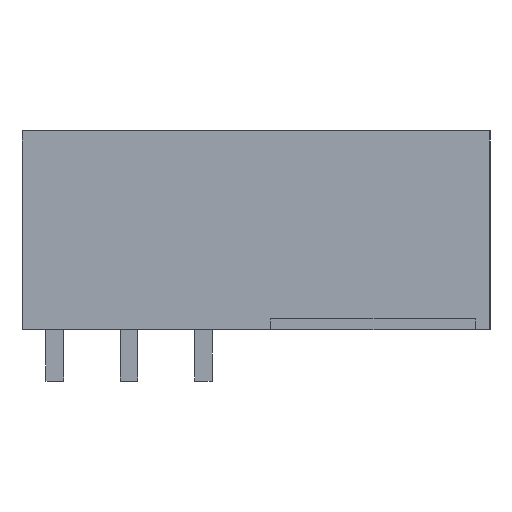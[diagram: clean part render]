
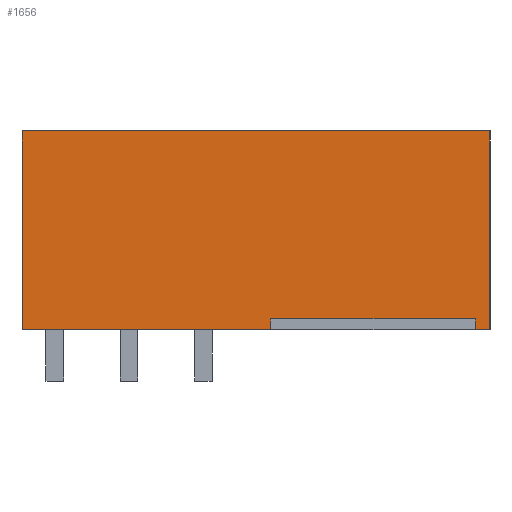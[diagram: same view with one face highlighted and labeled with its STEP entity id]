
A CAD part, left-side view. The second image highlights one B-rep face of the part: STEP entity #1656.
In plain terms, the highlighted planar face has unit normal (-1, 0, 0).
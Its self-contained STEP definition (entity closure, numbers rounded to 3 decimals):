
#1620=AXIS2_PLACEMENT_3D('Plane Axis2P3D',#1617,#1618,#1619) ;
#112=CARTESIAN_POINT('Vertex',(-50.8,0.,3.5)) ;
#115=CARTESIAN_POINT('Line Origine',(-50.8,0.,10.3)) ;
#119=CARTESIAN_POINT('Vertex',(-50.8,0.,17.1)) ;
#159=CARTESIAN_POINT('Vertex',(-50.8,-32.,3.5)) ;
#162=CARTESIAN_POINT('Line Origine',(-50.8,-31.5,3.5)) ;
#166=CARTESIAN_POINT('Vertex',(-50.8,-31.,3.5)) ;
#187=CARTESIAN_POINT('Vertex',(-50.8,-17.,3.5)) ;
#190=CARTESIAN_POINT('Line Origine',(-50.8,-8.5,3.5)) ;
#1263=CARTESIAN_POINT('Vertex',(-50.8,-32.,17.1)) ;
#1397=CARTESIAN_POINT('Line Origine',(-50.8,-16.,17.1)) ;
#1617=CARTESIAN_POINT('Axis2P3D Location',(-50.8,-32.,17.1)) ;
#1622=CARTESIAN_POINT('Line Origine',(-50.8,-17.,3.875)) ;
#1626=CARTESIAN_POINT('Vertex',(-50.8,-17.,4.25)) ;
#1629=CARTESIAN_POINT('Line Origine',(-50.8,-24.,4.25)) ;
#1633=CARTESIAN_POINT('Vertex',(-50.8,-31.,4.25)) ;
#1636=CARTESIAN_POINT('Line Origine',(-50.8,-31.,3.875)) ;
#1641=CARTESIAN_POINT('Line Origine',(-50.8,-32.,10.3)) ;
#116=DIRECTION('Vector Direction',(0.,0.,-1.)) ;
#163=DIRECTION('Vector Direction',(0.,1.,0.)) ;
#191=DIRECTION('Vector Direction',(0.,1.,0.)) ;
#1398=DIRECTION('Vector Direction',(0.,1.,0.)) ;
#1618=DIRECTION('Axis2P3D Direction',(1.,0.,0.)) ;
#1619=DIRECTION('Axis2P3D XDirection',(0.,0.,-1.)) ;
#1623=DIRECTION('Vector Direction',(0.,0.,-1.)) ;
#1630=DIRECTION('Vector Direction',(0.,1.,0.)) ;
#1637=DIRECTION('Vector Direction',(0.,0.,-1.)) ;
#1642=DIRECTION('Vector Direction',(0.,0.,-1.)) ;
#117=VECTOR('Line Direction',#116,1.) ;
#164=VECTOR('Line Direction',#163,1.) ;
#192=VECTOR('Line Direction',#191,1.) ;
#1399=VECTOR('Line Direction',#1398,1.) ;
#1624=VECTOR('Line Direction',#1623,1.) ;
#1631=VECTOR('Line Direction',#1630,1.) ;
#1638=VECTOR('Line Direction',#1637,1.) ;
#1643=VECTOR('Line Direction',#1642,1.) ;
#1647=ORIENTED_EDGE('',*,*,#1628,.F.) ;
#1648=ORIENTED_EDGE('',*,*,#1635,.F.) ;
#1649=ORIENTED_EDGE('',*,*,#1640,.T.) ;
#1650=ORIENTED_EDGE('',*,*,#168,.F.) ;
#1651=ORIENTED_EDGE('',*,*,#1645,.F.) ;
#1652=ORIENTED_EDGE('',*,*,#1401,.T.) ;
#1653=ORIENTED_EDGE('',*,*,#121,.T.) ;
#1654=ORIENTED_EDGE('',*,*,#194,.F.) ;
#1656=ADVANCED_FACE('HOUSING',(#1655),#1621,.F.) ;
#121=EDGE_CURVE('',#120,#113,#118,.T.) ;
#168=EDGE_CURVE('',#160,#167,#165,.T.) ;
#194=EDGE_CURVE('',#188,#113,#193,.T.) ;
#1401=EDGE_CURVE('',#1264,#120,#1400,.T.) ;
#1628=EDGE_CURVE('',#1627,#188,#1625,.T.) ;
#1635=EDGE_CURVE('',#1634,#1627,#1632,.T.) ;
#1640=EDGE_CURVE('',#1634,#167,#1639,.T.) ;
#1645=EDGE_CURVE('',#1264,#160,#1644,.T.) ;
#1646=EDGE_LOOP('',(#1647,#1648,#1649,#1650,#1651,#1652,#1653,#1654)) ;
#1655=FACE_OUTER_BOUND('',#1646,.T.) ;
#118=LINE('Line',#115,#117) ;
#165=LINE('Line',#162,#164) ;
#193=LINE('Line',#190,#192) ;
#1400=LINE('Line',#1397,#1399) ;
#1625=LINE('Line',#1622,#1624) ;
#1632=LINE('Line',#1629,#1631) ;
#1639=LINE('Line',#1636,#1638) ;
#1644=LINE('Line',#1641,#1643) ;
#1621=PLANE('',#1620) ;
#113=VERTEX_POINT('',#112) ;
#120=VERTEX_POINT('',#119) ;
#160=VERTEX_POINT('',#159) ;
#167=VERTEX_POINT('',#166) ;
#188=VERTEX_POINT('',#187) ;
#1264=VERTEX_POINT('',#1263) ;
#1627=VERTEX_POINT('',#1626) ;
#1634=VERTEX_POINT('',#1633) ;
